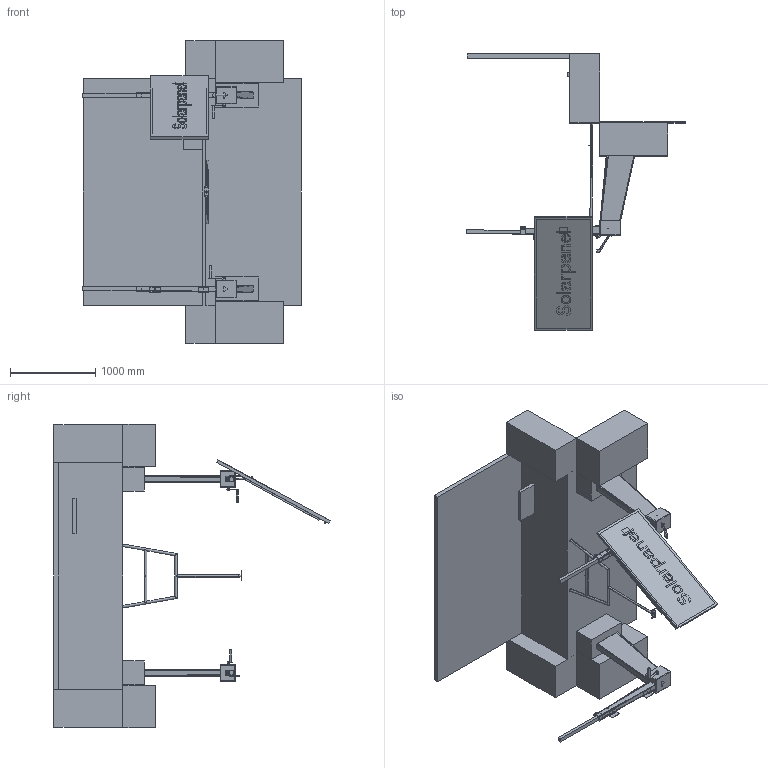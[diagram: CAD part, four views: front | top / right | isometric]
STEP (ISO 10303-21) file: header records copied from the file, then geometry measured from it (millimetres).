
FILE_DESCRIPTION((''),'2;1');
FILE_NAME('GSCHEIDE_HBG_ASM','2022-02-09T09:07:00',('43664'),(''),'CREO PARAMETRIC BY PTC INC, 2020342','CREO PARAMETRIC BY PTC INC, 2020342','');
FILE_SCHEMA(('CONFIG_CONTROL_DESIGN'));
Length unit declared in the file: millimetre
Products named in the file (21): DAVIDS_AUSLEGER; HALTERUNG_ASM; KURBEL; T_WINKEL_NEU; SCHANIER_1; S; SCHANIER-3; SCHANIER_AF0_ASM; SCHANIER_AF1_ASM; HBG_FERTIG_ASM; DAVIDS_AUSLEGER_MIR; HALTERUNG_SPI_ASM; KURBEL_MIR; T_WINKEL_NEU_MIR; LINKS_RICHTIG_ASM; SCHIFFSTEIL; SCHRAUFM; SOLARPANEL_DUMMY; PRT0001; ASM0001_ASM; GSCHEIDE_HBG_ASM
Assembly tree (28 placements, depth 4):
  GSCHEIDE_HBG_ASM
    HBG_FERTIG_ASM
      HALTERUNG_ASM
        DAVIDS_AUSLEGER
      KURBEL
      T_WINKEL_NEU  x2
      SCHANIER_AF0_ASM
        SCHANIER_1
        S
        SCHANIER-3
      SCHANIER_AF1_ASM
        SCHANIER_1
        S
        SCHANIER-3
    LINKS_RICHTIG_ASM
      HALTERUNG_SPI_ASM
        DAVIDS_AUSLEGER_MIR
      KURBEL_MIR
      T_WINKEL_NEU_MIR  x2
    SCHIFFSTEIL
    SCHRAUFM  x4
    ASM0001_ASM
      SOLARPANEL_DUMMY
      PRT0001
Bounding box: 2566.83 x 3243.01 x 3564 mm (x, y, z)
Volume: 991696372.2 mm3; surface area: 33358091.4 mm2
Topology: 21 solids, 33 shells, 1078 faces, 2859 edges, 1868 vertices
Faces by surface type: plane 702, cylinder 254, bspline 66, cone 56
Entity records: 30732 total; most frequent: CARTESIAN_POINT 7519, ORIENTED_EDGE 4826, DIRECTION 4531, EDGE_CURVE 2423, VECTOR 1903, LINE 1903, VERTEX_POINT 1584, AXIS2_PLACEMENT_3D 1314
